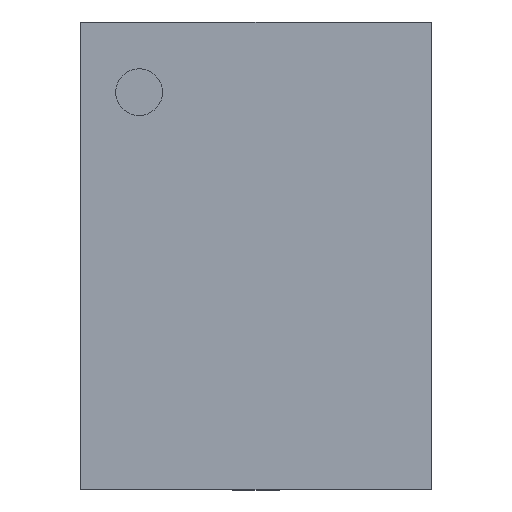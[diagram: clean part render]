
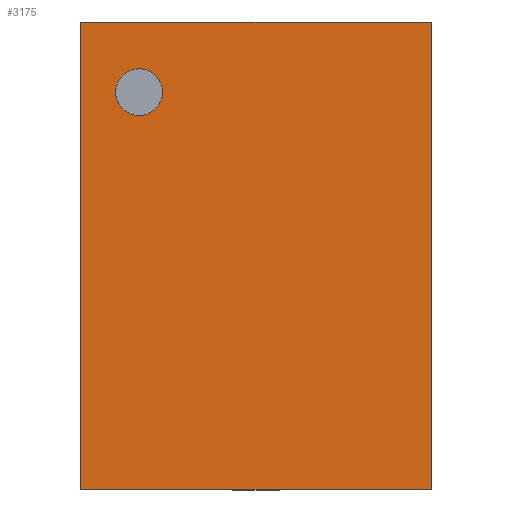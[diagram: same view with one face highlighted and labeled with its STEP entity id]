
A CAD part, top view. The second image highlights one B-rep face of the part: STEP entity #3175.
In plain terms, the highlighted planar face has unit normal (0, 0, 1).
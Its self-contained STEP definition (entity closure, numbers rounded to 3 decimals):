
#12 = AXIS2_PLACEMENT_3D ( 'NONE', #3655, #3985, #424 ) ;
#108 = EDGE_CURVE ( 'NONE', #2273, #4263, #2434, .T. ) ;
#247 = CIRCLE ( 'NONE', #1498, 0.1 ) ;
#424 = DIRECTION ( 'NONE',  ( 1., 0., 0. ) ) ;
#581 = ORIENTED_EDGE ( 'NONE', *, *, #4554, .T. ) ;
#684 = EDGE_LOOP ( 'NONE', ( #2092, #1380 ) ) ;
#745 = DIRECTION ( 'NONE',  ( -1., 0., 0. ) ) ;
#882 = VERTEX_POINT ( 'NONE', #3128 ) ;
#916 = AXIS2_PLACEMENT_3D ( 'NONE', #3979, #2208, #745 ) ;
#1072 = CARTESIAN_POINT ( 'NONE',  ( 0.75, 1., 0.5 ) ) ;
#1129 = CIRCLE ( 'NONE', #916, 0.1 ) ;
#1172 = DIRECTION ( 'NONE',  ( 1., 0., 0. ) ) ;
#1178 = VECTOR ( 'NONE', #2662, 1000. ) ;
#1380 = ORIENTED_EDGE ( 'NONE', *, *, #2919, .T. ) ;
#1396 = EDGE_CURVE ( 'NONE', #882, #2115, #3020, .T. ) ;
#1498 = AXIS2_PLACEMENT_3D ( 'NONE', #1855, #2606, #1788 ) ;
#1582 = CARTESIAN_POINT ( 'NONE',  ( -0.75, 1., 0.5 ) ) ;
#1788 = DIRECTION ( 'NONE',  ( -1., 0., 0. ) ) ;
#1855 = CARTESIAN_POINT ( 'NONE',  ( -0.5, 0.7, 0.5 ) ) ;
#1896 = FACE_OUTER_BOUND ( 'NONE', #3523, .T. ) ;
#2092 = ORIENTED_EDGE ( 'NONE', *, *, #3572, .T. ) ;
#2115 = VERTEX_POINT ( 'NONE', #3965 ) ;
#2208 = DIRECTION ( 'NONE',  ( 0., 0., -1. ) ) ;
#2265 = FACE_BOUND ( 'NONE', #684, .T. ) ;
#2273 = VERTEX_POINT ( 'NONE', #3635 ) ;
#2401 = VECTOR ( 'NONE', #4248, 1000. ) ;
#2434 = LINE ( 'NONE', #3961, #3641 ) ;
#2606 = DIRECTION ( 'NONE',  ( 0., 0., -1. ) ) ;
#2662 = DIRECTION ( 'NONE',  ( 0., -1., 0. ) ) ;
#2807 = LINE ( 'NONE', #1072, #2401 ) ;
#2912 = ORIENTED_EDGE ( 'NONE', *, *, #1396, .T. ) ;
#2919 = EDGE_CURVE ( 'NONE', #3833, #4536, #247, .T. ) ;
#2960 = CARTESIAN_POINT ( 'NONE',  ( -0.75, -1., 0.5 ) ) ;
#3020 = LINE ( 'NONE', #1582, #1178 ) ;
#3128 = CARTESIAN_POINT ( 'NONE',  ( -0.75, 1., 0.5 ) ) ;
#3175 = ADVANCED_FACE ( 'NONE', ( #1896, #2265 ), #4343, .T. ) ;
#3188 = CARTESIAN_POINT ( 'NONE',  ( -0.4, 0.7, 0.5 ) ) ;
#3523 = EDGE_LOOP ( 'NONE', ( #3847, #581, #2912, #4050 ) ) ;
#3550 = DIRECTION ( 'NONE',  ( 0., 1., 0. ) ) ;
#3572 = EDGE_CURVE ( 'NONE', #4536, #3833, #1129, .T. ) ;
#3635 = CARTESIAN_POINT ( 'NONE',  ( 0.75, -1., 0.5 ) ) ;
#3641 = VECTOR ( 'NONE', #3550, 1000. ) ;
#3655 = CARTESIAN_POINT ( 'NONE',  ( 0., 0., 0.5 ) ) ;
#3665 = LINE ( 'NONE', #2960, #3771 ) ;
#3771 = VECTOR ( 'NONE', #1172, 1000. ) ;
#3833 = VERTEX_POINT ( 'NONE', #3188 ) ;
#3846 = CARTESIAN_POINT ( 'NONE',  ( -0.6, 0.7, 0.5 ) ) ;
#3847 = ORIENTED_EDGE ( 'NONE', *, *, #108, .T. ) ;
#3961 = CARTESIAN_POINT ( 'NONE',  ( 0.75, -1., 0.5 ) ) ;
#3965 = CARTESIAN_POINT ( 'NONE',  ( -0.75, -1., 0.5 ) ) ;
#3979 = CARTESIAN_POINT ( 'NONE',  ( -0.5, 0.7, 0.5 ) ) ;
#3985 = DIRECTION ( 'NONE',  ( 0., 0., 1. ) ) ;
#4050 = ORIENTED_EDGE ( 'NONE', *, *, #4466, .T. ) ;
#4248 = DIRECTION ( 'NONE',  ( -1., 0., 0. ) ) ;
#4263 = VERTEX_POINT ( 'NONE', #4375 ) ;
#4343 = PLANE ( 'NONE',  #12 ) ;
#4375 = CARTESIAN_POINT ( 'NONE',  ( 0.75, 1., 0.5 ) ) ;
#4466 = EDGE_CURVE ( 'NONE', #2115, #2273, #3665, .T. ) ;
#4536 = VERTEX_POINT ( 'NONE', #3846 ) ;
#4554 = EDGE_CURVE ( 'NONE', #4263, #882, #2807, .T. ) ;
